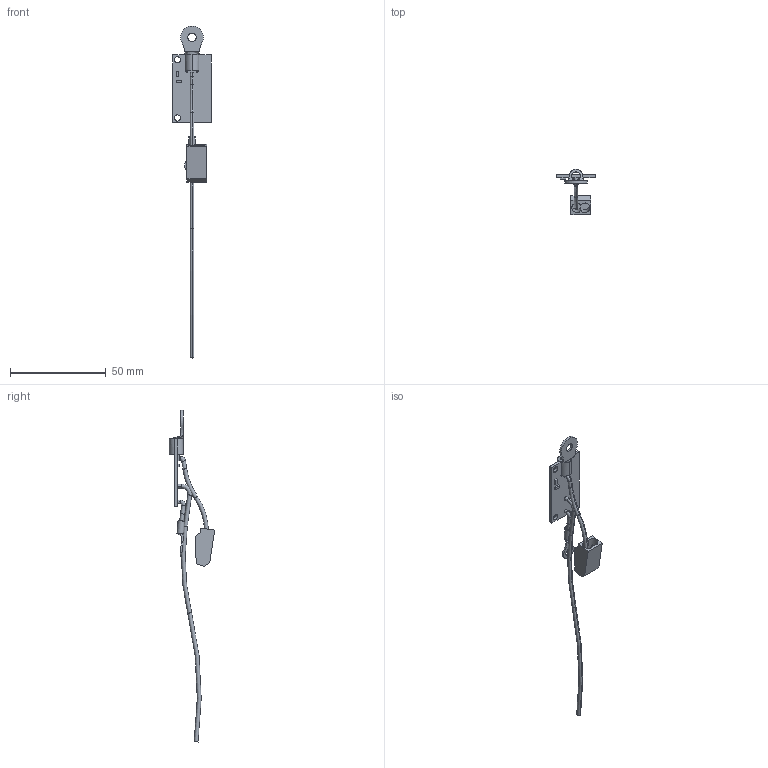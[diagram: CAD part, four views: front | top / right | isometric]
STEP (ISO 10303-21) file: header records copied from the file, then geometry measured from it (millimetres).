
FILE_DESCRIPTION (( 'STEP AP214' ), '1' );
FILE_NAME ('IPR0060 Mid Board Assembly.STEP', '2011-04-05T15:19:38', ( 'Michael Baranello' ), ( 'Barnwerks, LLC' ), 'SwSTEP 2.0', 'SolidWorks 2011', '' );
FILE_SCHEMA (( 'AUTOMOTIVE_DESIGN' ));
Length unit declared in the file: inch
Products named in the file (8): Orange Wire; Molex 19430-0001; Gray Wire; IPR0060 Red Wire; AMP 32996; 3M MU18-8R_L; Mid-Board; IPR0060 Mid Board Assembly
Assembly tree (7 placements, depth 2):
  IPR0060 Mid Board Assembly
    IPR0060 Red Wire
    3M MU18-8R_L
    Gray Wire
    Mid-Board
    Molex 19430-0001
    Orange Wire
    AMP 32996
Bounding box: 20.32 x 23.74 x 173.81 mm (x, y, z)
Volume: 3411.4 mm3; surface area: 5062.5 mm2
Topology: 7 solids, 7 shells, 124 faces, 282 edges, 180 vertices
Faces by surface type: plane 53, cylinder 47, torus 16, bspline 8
Entity records: 4677 total; most frequent: CARTESIAN_POINT 870, DIRECTION 660, ORIENTED_EDGE 564, EDGE_CURVE 282, AXIS2_PLACEMENT_3D 256, VERTEX_POINT 180, LINE 148, VECTOR 148
